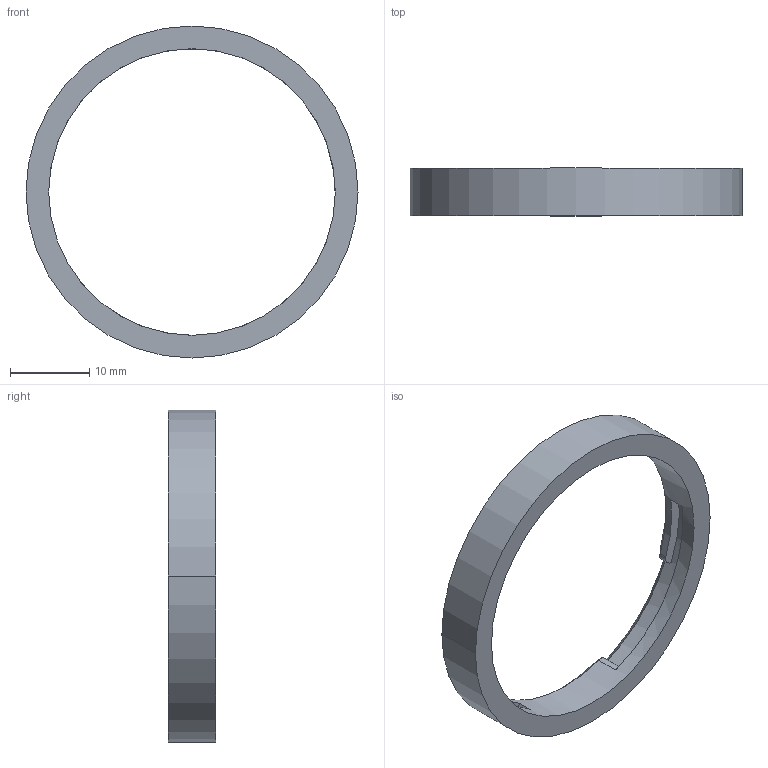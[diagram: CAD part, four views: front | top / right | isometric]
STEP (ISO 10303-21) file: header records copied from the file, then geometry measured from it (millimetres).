
FILE_DESCRIPTION((''),'2;1');
FILE_NAME('B6','2015-05-26T',('Ishan'),(''),'PRO/ENGINEER BY PARAMETRIC TECHNOLOGY CORPORATION, 2010100','PRO/ENGINEER BY PARAMETRIC TECHNOLOGY CORPORATION, 2010100','');
FILE_SCHEMA(('CONFIG_CONTROL_DESIGN'));
Length unit declared in the file: millimetre
Products named in the file (1): B6
Bounding box: 42 x 6 x 42 mm (x, y, z)
Volume: 1783.1 mm3; surface area: 2232 mm2
Topology: 1 solids, 1 shells, 48 faces, 132 edges, 86 vertices
Faces by surface type: plane 23, cylinder 13, cone 6, bspline 6
Entity records: 1796 total; most frequent: CARTESIAN_POINT 602, ORIENTED_EDGE 264, DIRECTION 212, EDGE_CURVE 132, VERTEX_POINT 86, AXIS2_PLACEMENT_3D 80, VECTOR 52, LINE 52
